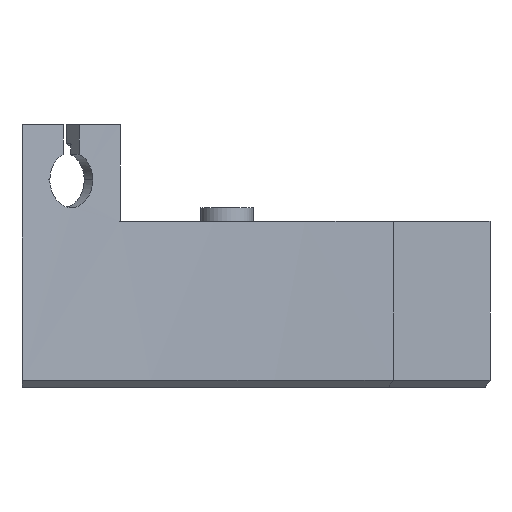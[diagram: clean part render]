
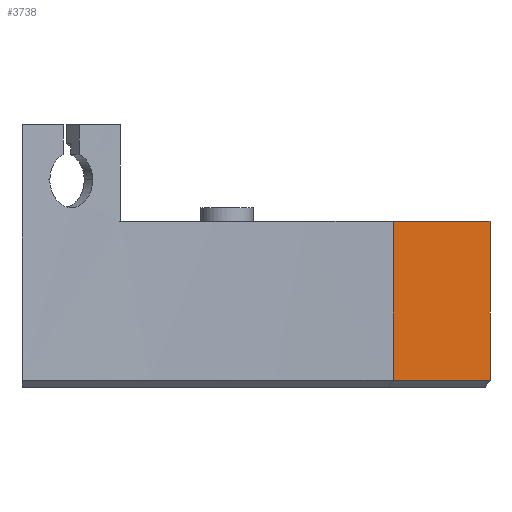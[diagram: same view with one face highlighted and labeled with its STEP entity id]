
A CAD part, front view. The second image highlights one B-rep face of the part: STEP entity #3738.
In plain terms, the highlighted planar face has unit normal (0.714, -0.7, 0).
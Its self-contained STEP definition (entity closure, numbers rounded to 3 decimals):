
#72 = LINE ( 'NONE', #83, #1631 ) ;
#83 = CARTESIAN_POINT ( 'NONE',  ( 53.711, 48.821, 24. ) ) ;
#85 = DIRECTION ( 'NONE',  ( 0.7, 0.714, 0. ) ) ;
#316 = EDGE_CURVE ( 'NONE', #3221, #3265, #615, .T. ) ;
#347 = EDGE_CURVE ( 'NONE', #3218, #3237, #72, .T. ) ;
#615 = LINE ( 'NONE', #622, #1683 ) ;
#622 = CARTESIAN_POINT ( 'NONE',  ( 53.711, 48.821, 1. ) ) ;
#624 = DIRECTION ( 'NONE',  ( 0.7, 0.714, 0. ) ) ;
#660 = EDGE_CURVE ( 'NONE', #3218, #3221, #3658, .T. ) ;
#972 = EDGE_CURVE ( 'NONE', #3237, #3265, #2135, .T. ) ;
#1172 = PLANE ( 'NONE',  #1401 ) ;
#1174 = CARTESIAN_POINT ( 'NONE',  ( 53.711, 48.821, 62.997 ) ) ;
#1178 = FACE_OUTER_BOUND ( 'NONE', #3954, .T. ) ;
#1180 = DIRECTION ( 'NONE',  ( -0.714, 0.7, 0. ) ) ;
#1181 = DIRECTION ( 'NONE',  ( -0.7, -0.714, 0. ) ) ;
#1401 = AXIS2_PLACEMENT_3D ( 'NONE', #1174, #1180, #1181 ) ;
#1619 = VECTOR ( 'NONE', #3669, 1000. ) ;
#1631 = VECTOR ( 'NONE', #85, 1000. ) ;
#1683 = VECTOR ( 'NONE', #624, 1000. ) ;
#1810 = CARTESIAN_POINT ( 'NONE',  ( 53.711, 48.821, 24. ) ) ;
#1813 = CARTESIAN_POINT ( 'NONE',  ( 53.711, 48.821, 1. ) ) ;
#1829 = CARTESIAN_POINT ( 'NONE',  ( 67.711, 63.105, 24. ) ) ;
#1857 = CARTESIAN_POINT ( 'NONE',  ( 67.711, 63.105, 1. ) ) ;
#2135 = LINE ( 'NONE', #2136, #2720 ) ;
#2136 = CARTESIAN_POINT ( 'NONE',  ( 67.711, 63.105, 62.997 ) ) ;
#2145 = DIRECTION ( 'NONE',  ( 0., 0., -1. ) ) ;
#2720 = VECTOR ( 'NONE', #2145, 1000. ) ;
#2884 = ORIENTED_EDGE ( 'NONE', *, *, #347, .F. ) ;
#2885 = ORIENTED_EDGE ( 'NONE', *, *, #972, .F. ) ;
#2886 = ORIENTED_EDGE ( 'NONE', *, *, #316, .T. ) ;
#2888 = ORIENTED_EDGE ( 'NONE', *, *, #660, .T. ) ;
#3218 = VERTEX_POINT ( 'NONE', #1810 ) ;
#3221 = VERTEX_POINT ( 'NONE', #1813 ) ;
#3237 = VERTEX_POINT ( 'NONE', #1829 ) ;
#3265 = VERTEX_POINT ( 'NONE', #1857 ) ;
#3658 = LINE ( 'NONE', #3659, #1619 ) ;
#3659 = CARTESIAN_POINT ( 'NONE',  ( 53.711, 48.821, 3. ) ) ;
#3669 = DIRECTION ( 'NONE',  ( 0., 0., -1. ) ) ;
#3738 = ADVANCED_FACE ( 'NONE', ( #1178 ), #1172, .F. ) ;
#3954 = EDGE_LOOP ( 'NONE', ( #2888, #2886, #2885, #2884 ) ) ;
